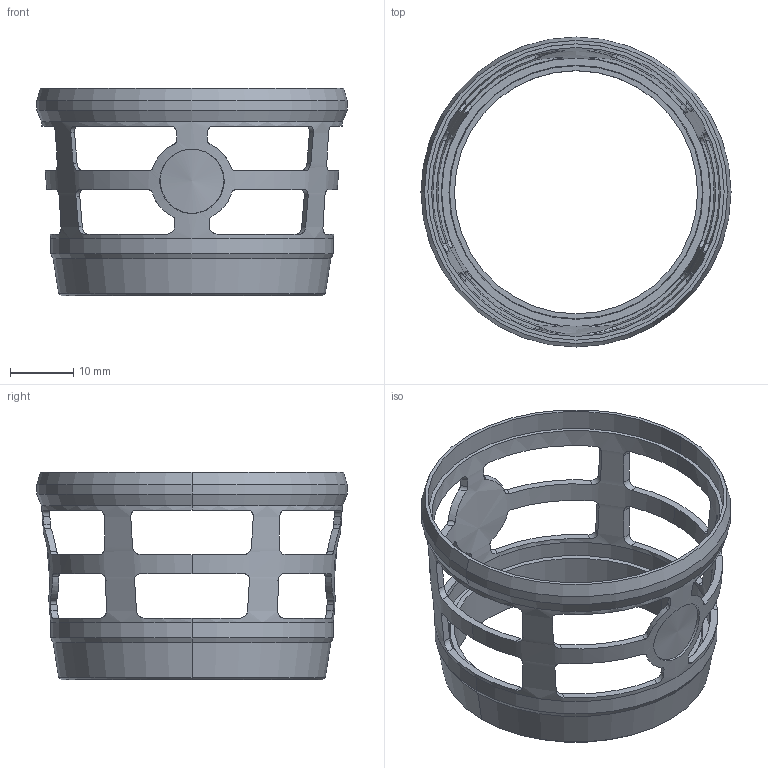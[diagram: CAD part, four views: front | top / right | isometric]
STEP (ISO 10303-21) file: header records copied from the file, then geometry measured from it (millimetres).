
FILE_DESCRIPTION((''),'2;1');
FILE_NAME('ARGE2EE888DARV4P_3','2023-08-02T20:52:59',('夏荣康'),(''),'CREO PARAMETRIC BY PTC INC, 2020053','CREO PARAMETRIC BY PTC INC, 2020053','');
FILE_SCHEMA(('AUTOMOTIVE_DESIGN { 1 0 10303 214 1 1 1 1 }'));
Length unit declared in the file: millimetre
Products named in the file (1): ARGE2EE888DARV4P_3
Bounding box: 48.87 x 48.87 x 32.72 mm (x, y, z)
Volume: 4427.9 mm3; surface area: 7741.4 mm2
Topology: 1 solids, 1 shells, 149 faces, 434 edges, 284 vertices
Faces by surface type: cylinder 74, plane 53, cone 18, bspline 4
Entity records: 8875 total; most frequent: CARTESIAN_POINT 2622, COLOUR_RGB 1135, ORIENTED_EDGE 868, DIRECTION 659, PRESENTATION_STYLE_ASSIGNMENT 436, STYLED_ITEM 436, CURVE_STYLE 435, EDGE_CURVE 434
